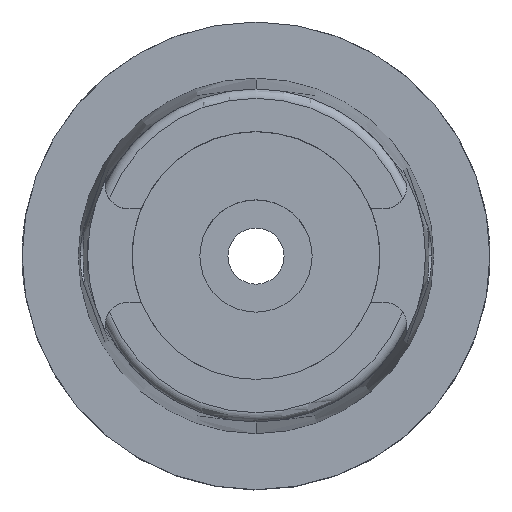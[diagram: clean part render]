
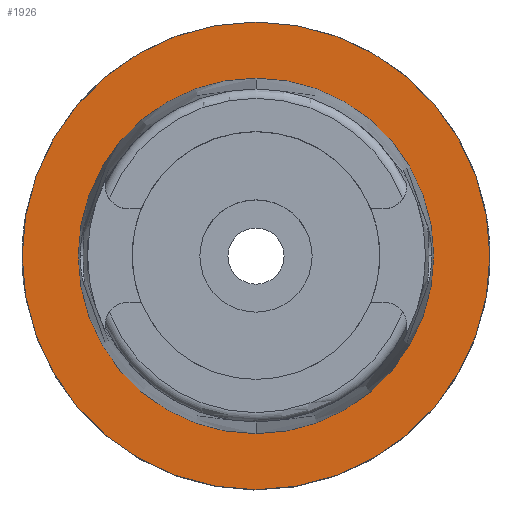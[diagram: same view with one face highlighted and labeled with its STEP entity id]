
A CAD part, top view. The second image highlights one B-rep face of the part: STEP entity #1926.
In plain terms, the highlighted planar face has unit normal (0, 0, 1).
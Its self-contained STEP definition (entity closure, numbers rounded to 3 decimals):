
#62 = AXIS2_PLACEMENT_3D ( 'NONE', #6050, #3620, #4149 ) ;
#217 = EDGE_LOOP ( 'NONE', ( #5853, #3380 ) ) ;
#406 = CARTESIAN_POINT ( 'NONE',  ( 0., 0., 0. ) ) ;
#442 = AXIS2_PLACEMENT_3D ( 'NONE', #2439, #1375, #3844 ) ;
#525 = FACE_BOUND ( 'NONE', #4006, .T. ) ;
#689 = EDGE_CURVE ( 'NONE', #3539, #3950, #3488, .T. ) ;
#737 = DIRECTION ( 'NONE',  ( 0., 0., -1. ) ) ;
#746 = AXIS2_PLACEMENT_3D ( 'NONE', #4934, #737, #2154 ) ;
#748 = VERTEX_POINT ( 'NONE', #4174 ) ;
#796 = DIRECTION ( 'NONE',  ( 0., -1., 0. ) ) ;
#936 = CARTESIAN_POINT ( 'NONE',  ( 0., -50., 0. ) ) ;
#1375 = DIRECTION ( 'NONE',  ( 0., 0., 1. ) ) ;
#1698 = CARTESIAN_POINT ( 'NONE',  ( 0., 38., 0. ) ) ;
#1820 = DIRECTION ( 'NONE',  ( 1., 0., 0. ) ) ;
#1926 = ADVANCED_FACE ( 'NONE', ( #2866, #525 ), #5652, .T. ) ;
#2154 = DIRECTION ( 'NONE',  ( 0., 1., 0. ) ) ;
#2373 = DIRECTION ( 'NONE',  ( 0., 0., 1. ) ) ;
#2404 = AXIS2_PLACEMENT_3D ( 'NONE', #5982, #3591, #796 ) ;
#2439 = CARTESIAN_POINT ( 'NONE',  ( 0., 0., 0. ) ) ;
#2745 = VERTEX_POINT ( 'NONE', #936 ) ;
#2866 = FACE_OUTER_BOUND ( 'NONE', #217, .T. ) ;
#3380 = ORIENTED_EDGE ( 'NONE', *, *, #4418, .F. ) ;
#3488 = CIRCLE ( 'NONE', #2404, 38. ) ;
#3539 = VERTEX_POINT ( 'NONE', #4249 ) ;
#3591 = DIRECTION ( 'NONE',  ( 0., 0., 1. ) ) ;
#3620 = DIRECTION ( 'NONE',  ( 0., 0., -1. ) ) ;
#3686 = CIRCLE ( 'NONE', #62, 50. ) ;
#3844 = DIRECTION ( 'NONE',  ( 0., 1., 0. ) ) ;
#3950 = VERTEX_POINT ( 'NONE', #1698 ) ;
#4006 = EDGE_LOOP ( 'NONE', ( #5017, #6002 ) ) ;
#4149 = DIRECTION ( 'NONE',  ( 0., -1., 0. ) ) ;
#4174 = CARTESIAN_POINT ( 'NONE',  ( 0., 50., 0. ) ) ;
#4249 = CARTESIAN_POINT ( 'NONE',  ( 0., -38., 0. ) ) ;
#4277 = CIRCLE ( 'NONE', #746, 50. ) ;
#4364 = CIRCLE ( 'NONE', #442, 38. ) ;
#4402 = EDGE_CURVE ( 'NONE', #748, #2745, #4277, .T. ) ;
#4418 = EDGE_CURVE ( 'NONE', #2745, #748, #3686, .T. ) ;
#4934 = CARTESIAN_POINT ( 'NONE',  ( 0., 0., 0. ) ) ;
#4996 = EDGE_CURVE ( 'NONE', #3950, #3539, #4364, .T. ) ;
#5017 = ORIENTED_EDGE ( 'NONE', *, *, #4996, .F. ) ;
#5217 = AXIS2_PLACEMENT_3D ( 'NONE', #406, #2373, #1820 ) ;
#5652 = PLANE ( 'NONE',  #5217 ) ;
#5853 = ORIENTED_EDGE ( 'NONE', *, *, #4402, .F. ) ;
#5982 = CARTESIAN_POINT ( 'NONE',  ( 0., 0., 0. ) ) ;
#6002 = ORIENTED_EDGE ( 'NONE', *, *, #689, .F. ) ;
#6050 = CARTESIAN_POINT ( 'NONE',  ( 0., 0., 0. ) ) ;
